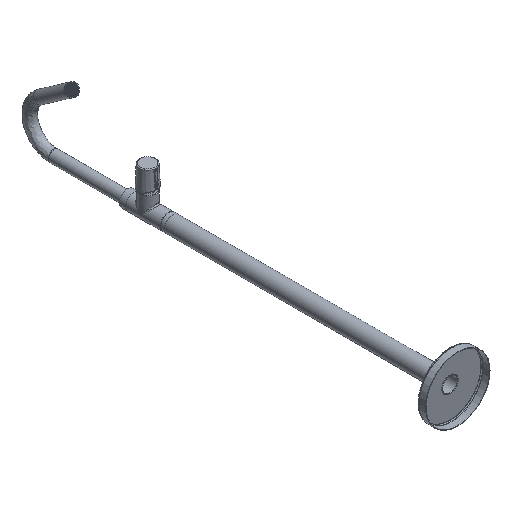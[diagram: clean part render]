
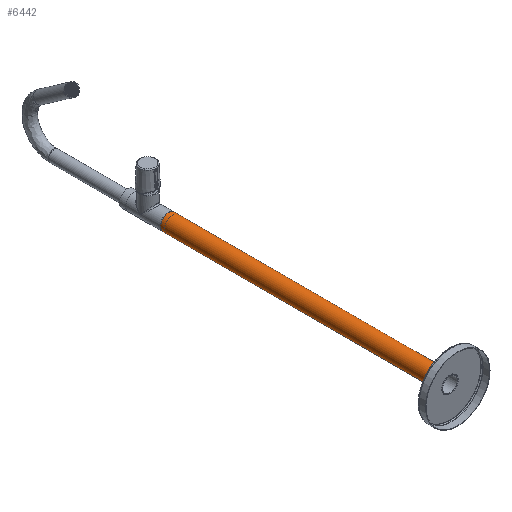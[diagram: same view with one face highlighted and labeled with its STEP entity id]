
A CAD part, isometric view. The second image highlights one B-rep face of the part: STEP entity #6442.
In plain terms, the highlighted cylindrical face has radius 20 mm (diameter 40 mm), a full revolution.
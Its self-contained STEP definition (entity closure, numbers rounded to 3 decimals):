
#1592 = EDGE_LOOP ( 'NONE', ( #40768 ) ) ;
#2504 = CARTESIAN_POINT ( 'NONE',  ( -3.386, -0.532, -19.711 ) ) ;
#2815 = CARTESIAN_POINT ( 'NONE',  ( -3.386, 699.468, -19.711 ) ) ;
#5974 = EDGE_CURVE ( 'NONE', #12492, #12492, #40440, .T. ) ;
#6120 = AXIS2_PLACEMENT_3D ( 'NONE', #40891, #27099, #20200 ) ;
#6442 = ADVANCED_FACE ( 'NONE', ( #21724, #34609 ), #19481, .T. ) ;
#6685 = EDGE_LOOP ( 'NONE', ( #6950 ) ) ;
#6950 = ORIENTED_EDGE ( 'NONE', *, *, #5974, .T. ) ;
#7644 = VERTEX_POINT ( 'NONE', #2504 ) ;
#10495 = DIRECTION ( 'NONE',  ( 0.169, 0., 0.986 ) ) ;
#12492 = VERTEX_POINT ( 'NONE', #2815 ) ;
#15020 = CIRCLE ( 'NONE', #26636, 20. ) ;
#16823 = AXIS2_PLACEMENT_3D ( 'NONE', #20897, #41572, #10495 ) ;
#19481 = CYLINDRICAL_SURFACE ( 'NONE', #16823, 20. ) ;
#20200 = DIRECTION ( 'NONE',  ( -0.169, 0., -0.986 ) ) ;
#20897 = CARTESIAN_POINT ( 'NONE',  ( 0., -0.532, 0. ) ) ;
#21724 = FACE_OUTER_BOUND ( 'NONE', #1592, .T. ) ;
#26636 = AXIS2_PLACEMENT_3D ( 'NONE', #32839, #33299, #39725 ) ;
#27099 = DIRECTION ( 'NONE',  ( 0., -1., 0. ) ) ;
#32839 = CARTESIAN_POINT ( 'NONE',  ( 0., -0.532, 0. ) ) ;
#33299 = DIRECTION ( 'NONE',  ( 0., -1., 0. ) ) ;
#34609 = FACE_OUTER_BOUND ( 'NONE', #6685, .T. ) ;
#37919 = EDGE_CURVE ( 'NONE', #7644, #7644, #15020, .T. ) ;
#39725 = DIRECTION ( 'NONE',  ( -0.169, 0., -0.986 ) ) ;
#40440 = CIRCLE ( 'NONE', #6120, 20. ) ;
#40768 = ORIENTED_EDGE ( 'NONE', *, *, #37919, .F. ) ;
#40891 = CARTESIAN_POINT ( 'NONE',  ( 0., 699.468, 0. ) ) ;
#41572 = DIRECTION ( 'NONE',  ( 0., 1., 0. ) ) ;
